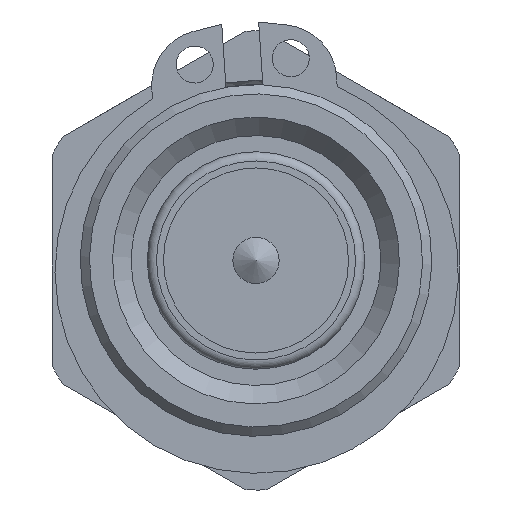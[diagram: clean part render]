
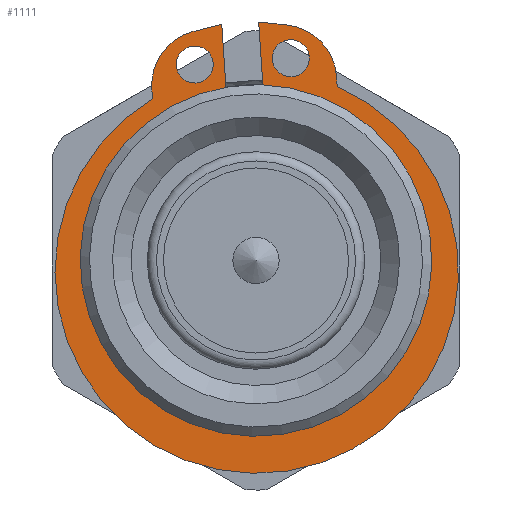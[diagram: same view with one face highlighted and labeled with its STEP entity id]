
A CAD part, left-side view. The second image highlights one B-rep face of the part: STEP entity #1111.
In plain terms, the highlighted planar face has unit normal (-1, 0, 0).
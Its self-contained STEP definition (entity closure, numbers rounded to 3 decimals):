
#52=LINE('',#1737,#115);
#60=LINE('',#1768,#123);
#64=LINE('',#1780,#127);
#66=LINE('',#1784,#129);
#69=LINE('',#1791,#132);
#73=LINE('',#1797,#136);
#115=VECTOR('',#1384,10.);
#123=VECTOR('',#1412,10.);
#127=VECTOR('',#1426,10.);
#129=VECTOR('',#1430,10.);
#132=VECTOR('',#1435,10.);
#136=VECTOR('',#1441,10.);
#263=FACE_BOUND('',#366,.T.);
#264=FACE_BOUND('',#367,.T.);
#293=FACE_OUTER_BOUND('',#365,.T.);
#365=EDGE_LOOP('',(#839,#840,#841,#842,#843,#844,#845,#846,#847,#848,#849));
#366=EDGE_LOOP('',(#850));
#367=EDGE_LOOP('',(#851));
#436=CIRCLE('',#1202,3.);
#444=CIRCLE('',#1213,3.);
#445=CIRCLE('',#1216,1.);
#446=CIRCLE('',#1218,1.);
#447=CIRCLE('',#1224,10.9);
#448=CIRCLE('',#1226,9.);
#449=CIRCLE('',#1227,9.);
#515=VERTEX_POINT('',#1724);
#516=VERTEX_POINT('',#1725);
#520=VERTEX_POINT('',#1735);
#531=VERTEX_POINT('',#1761);
#532=VERTEX_POINT('',#1762);
#533=VERTEX_POINT('',#1767);
#534=VERTEX_POINT('',#1771);
#535=VERTEX_POINT('',#1775);
#536=VERTEX_POINT('',#1779);
#537=VERTEX_POINT('',#1783);
#539=VERTEX_POINT('',#1789);
#540=VERTEX_POINT('',#1790);
#542=VERTEX_POINT('',#1801);
#618=EDGE_CURVE('',#515,#516,#436,.T.);
#624=EDGE_CURVE('',#520,#515,#52,.T.);
#636=EDGE_CURVE('',#531,#532,#444,.T.);
#639=EDGE_CURVE('',#532,#533,#60,.T.);
#641=EDGE_CURVE('',#534,#534,#445,.T.);
#643=EDGE_CURVE('',#535,#535,#446,.T.);
#645=EDGE_CURVE('',#516,#536,#64,.T.);
#647=EDGE_CURVE('',#536,#537,#66,.T.);
#650=EDGE_CURVE('',#539,#540,#69,.T.);
#654=EDGE_CURVE('',#540,#531,#73,.T.);
#655=EDGE_CURVE('',#533,#520,#447,.T.);
#656=EDGE_CURVE('',#542,#539,#448,.T.);
#657=EDGE_CURVE('',#537,#542,#449,.T.);
#839=ORIENTED_EDGE('',*,*,#618,.F.);
#840=ORIENTED_EDGE('',*,*,#624,.F.);
#841=ORIENTED_EDGE('',*,*,#655,.F.);
#842=ORIENTED_EDGE('',*,*,#639,.F.);
#843=ORIENTED_EDGE('',*,*,#636,.F.);
#844=ORIENTED_EDGE('',*,*,#654,.F.);
#845=ORIENTED_EDGE('',*,*,#650,.F.);
#846=ORIENTED_EDGE('',*,*,#656,.F.);
#847=ORIENTED_EDGE('',*,*,#657,.F.);
#848=ORIENTED_EDGE('',*,*,#647,.F.);
#849=ORIENTED_EDGE('',*,*,#645,.F.);
#850=ORIENTED_EDGE('',*,*,#641,.T.);
#851=ORIENTED_EDGE('',*,*,#643,.T.);
#1075=PLANE('',#1225);
#1111=ADVANCED_FACE('',(#293,#263,#264),#1075,.T.);
#1202=AXIS2_PLACEMENT_3D('',#1726,#1374,#1375);
#1213=AXIS2_PLACEMENT_3D('',#1763,#1406,#1407);
#1216=AXIS2_PLACEMENT_3D('',#1772,#1416,#1417);
#1218=AXIS2_PLACEMENT_3D('',#1776,#1421,#1422);
#1224=AXIS2_PLACEMENT_3D('',#1799,#1444,#1445);
#1225=AXIS2_PLACEMENT_3D('',#1800,#1446,#1447);
#1226=AXIS2_PLACEMENT_3D('',#1802,#1448,#1449);
#1227=AXIS2_PLACEMENT_3D('',#1803,#1450,#1451);
#1374=DIRECTION('center_axis',(1.,0.,0.));
#1375=DIRECTION('ref_axis',(0.,0.807,0.591));
#1384=DIRECTION('',(0.,0.066,0.998));
#1406=DIRECTION('center_axis',(1.,0.,0.));
#1407=DIRECTION('ref_axis',(0.,-0.722,0.692));
#1412=DIRECTION('',(0.,-0.066,-0.998));
#1416=DIRECTION('center_axis',(1.,0.,0.));
#1417=DIRECTION('ref_axis',(0.,0.998,-0.066));
#1421=DIRECTION('center_axis',(1.,0.,0.));
#1422=DIRECTION('ref_axis',(0.,0.998,-0.066));
#1426=DIRECTION('',(0.,-0.971,0.239));
#1430=DIRECTION('',(0.,-0.066,-0.998));
#1435=DIRECTION('',(0.,0.066,0.998));
#1441=DIRECTION('',(0.,-0.994,-0.108));
#1444=DIRECTION('center_axis',(1.,0.,0.));
#1445=DIRECTION('ref_axis',(0.,0.517,0.856));
#1446=DIRECTION('center_axis',(-1.,0.,0.));
#1447=DIRECTION('ref_axis',(0.,0.998,-0.066));
#1448=DIRECTION('center_axis',(-1.,0.,0.));
#1449=DIRECTION('ref_axis',(0.,0.781,-0.625));
#1450=DIRECTION('center_axis',(-1.,0.,0.));
#1451=DIRECTION('ref_axis',(0.,0.781,-0.625));
#1724=CARTESIAN_POINT('',(-21.7,5.627,9.269));
#1725=CARTESIAN_POINT('',(-21.7,3.349,12.381));
#1726=CARTESIAN_POINT('Origin',(-21.7,2.633,9.468));
#1735=CARTESIAN_POINT('',(-21.7,5.591,8.734));
#1737=CARTESIAN_POINT('',(-21.7,5.793,11.781));
#1761=CARTESIAN_POINT('',(-21.7,-1.682,12.715));
#1762=CARTESIAN_POINT('',(-21.7,-4.351,9.932));
#1763=CARTESIAN_POINT('Origin',(-21.7,-1.358,9.733));
#1767=CARTESIAN_POINT('',(-21.7,-4.387,9.397));
#1768=CARTESIAN_POINT('',(-21.7,-4.387,9.397));
#1771=CARTESIAN_POINT('',(-21.7,2.311,10.65));
#1772=CARTESIAN_POINT('Origin',(-21.7,3.309,10.584));
#1775=CARTESIAN_POINT('',(-21.7,-2.878,10.995));
#1776=CARTESIAN_POINT('Origin',(-21.7,-1.88,10.929));
#1779=CARTESIAN_POINT('',(-21.7,1.849,12.75));
#1780=CARTESIAN_POINT('',(-21.7,1.849,12.75));
#1783=CARTESIAN_POINT('',(-21.7,1.591,8.858));
#1784=CARTESIAN_POINT('',(-21.7,1.591,8.858));
#1789=CARTESIAN_POINT('',(-21.7,-0.405,8.991));
#1790=CARTESIAN_POINT('',(-21.7,-0.147,12.882));
#1791=CARTESIAN_POINT('',(-21.7,-0.147,12.882));
#1797=CARTESIAN_POINT('',(-21.7,-4.185,12.444));
#1799=CARTESIAN_POINT('Origin',(-21.7,-0.04,-0.599));
#1800=CARTESIAN_POINT('Origin',(-21.7,0.098,1.477));
#1801=CARTESIAN_POINT('',(-21.7,-7.027,5.623));
#1802=CARTESIAN_POINT('Origin',(-21.7,0.,0.));
#1803=CARTESIAN_POINT('Origin',(-21.7,0.,0.));
